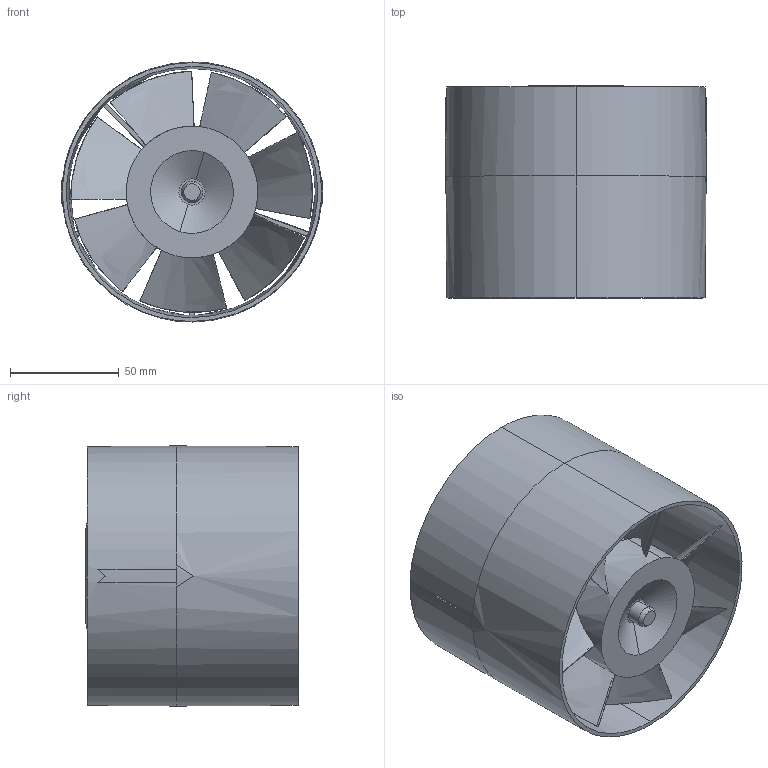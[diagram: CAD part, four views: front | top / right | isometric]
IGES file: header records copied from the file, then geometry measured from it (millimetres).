
Global section: file name: ERV120; native system: AutoCAD 2021 - Deutsch (German); preprocessor: Autodesk Translation Framework DWG producer (atf_dwg_producer); organization: unknown; date: 20230622.151322; units: millimetre
Bounding box: 120.37 x 97.5 x 119.59 mm (x, y, z)
Volume: 337134 mm3; surface area: 117604.5 mm2
Topology: 1 solids, 1 shells, 107 faces, 285 edges, 177 vertices
Faces by surface type: bspline 107
